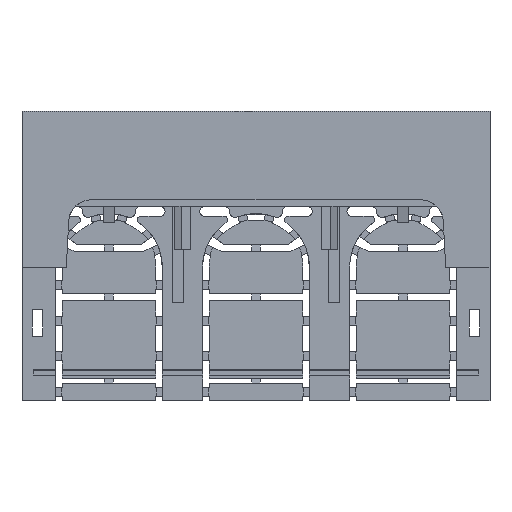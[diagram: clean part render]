
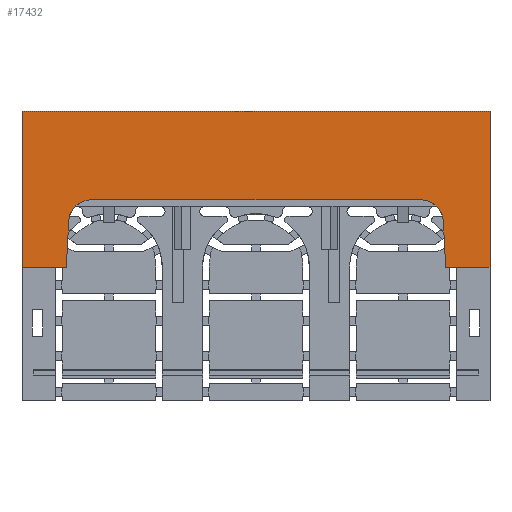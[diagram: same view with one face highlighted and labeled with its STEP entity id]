
A CAD part, front view. The second image highlights one B-rep face of the part: STEP entity #17432.
In plain terms, the highlighted planar face has unit normal (0, -1, 0).
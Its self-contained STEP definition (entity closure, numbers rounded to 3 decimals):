
#17389=AXIS2_PLACEMENT_3D('Plane Axis2P3D',#17386,#17387,#17388) ;
#17398=AXIS2_PLACEMENT_3D('Circle Axis2P3D',#17396,#17397,$) ;
#17412=AXIS2_PLACEMENT_3D('Circle Axis2P3D',#17410,#17411,$) ;
#16167=CARTESIAN_POINT('Line Origine',(-47.532,-36.5,-15.)) ;
#16171=CARTESIAN_POINT('Vertex',(-52.5,-36.5,-15.)) ;
#16173=CARTESIAN_POINT('Vertex',(-42.564,-36.5,-15.)) ;
#16429=CARTESIAN_POINT('Line Origine',(-42.292,-36.5,-9.819)) ;
#16433=CARTESIAN_POINT('Vertex',(-42.021,-36.5,-4.638)) ;
#17084=CARTESIAN_POINT('Vertex',(42.564,-36.5,-15.)) ;
#17105=CARTESIAN_POINT('Vertex',(52.5,-36.5,-15.)) ;
#17108=CARTESIAN_POINT('Line Origine',(47.532,-36.5,-15.)) ;
#17247=CARTESIAN_POINT('Vertex',(42.021,-36.5,-4.638)) ;
#17255=CARTESIAN_POINT('Line Origine',(42.292,-36.5,-9.819)) ;
#17320=CARTESIAN_POINT('Line Origine',(0.,-36.5,20.)) ;
#17324=CARTESIAN_POINT('Vertex',(52.5,-36.5,20.)) ;
#17326=CARTESIAN_POINT('Vertex',(-52.5,-36.5,20.)) ;
#17386=CARTESIAN_POINT('Axis2P3D Location',(0.,-36.5,-15.)) ;
#17391=CARTESIAN_POINT('Line Origine',(-52.5,-36.5,2.5)) ;
#17396=CARTESIAN_POINT('Axis2P3D Location',(-37.028,-36.5,-4.9)) ;
#17400=CARTESIAN_POINT('Vertex',(-37.028,-36.5,0.1)) ;
#17403=CARTESIAN_POINT('Line Origine',(0.,-36.5,0.1)) ;
#17407=CARTESIAN_POINT('Vertex',(37.028,-36.5,0.1)) ;
#17410=CARTESIAN_POINT('Axis2P3D Location',(37.028,-36.5,-4.9)) ;
#17415=CARTESIAN_POINT('Line Origine',(52.5,-36.5,2.5)) ;
#16168=DIRECTION('Vector Direction',(1.,0.,0.)) ;
#16430=DIRECTION('Vector Direction',(0.052,0.,0.999)) ;
#17109=DIRECTION('Vector Direction',(1.,0.,0.)) ;
#17256=DIRECTION('Vector Direction',(-0.052,0.,0.999)) ;
#17321=DIRECTION('Vector Direction',(1.,0.,0.)) ;
#17387=DIRECTION('Axis2P3D Direction',(0.,-1.,0.)) ;
#17388=DIRECTION('Axis2P3D XDirection',(0.,0.,1.)) ;
#17392=DIRECTION('Vector Direction',(0.,0.,1.)) ;
#17397=DIRECTION('Axis2P3D Direction',(0.,-1.,0.)) ;
#17404=DIRECTION('Vector Direction',(-1.,0.,0.)) ;
#17411=DIRECTION('Axis2P3D Direction',(0.,-1.,0.)) ;
#17416=DIRECTION('Vector Direction',(0.,0.,1.)) ;
#16169=VECTOR('Line Direction',#16168,1.) ;
#16431=VECTOR('Line Direction',#16430,1.) ;
#17110=VECTOR('Line Direction',#17109,1.) ;
#17257=VECTOR('Line Direction',#17256,1.) ;
#17322=VECTOR('Line Direction',#17321,1.) ;
#17393=VECTOR('Line Direction',#17392,1.) ;
#17405=VECTOR('Line Direction',#17404,1.) ;
#17417=VECTOR('Line Direction',#17416,1.) ;
#17421=ORIENTED_EDGE('',*,*,#17328,.T.) ;
#17422=ORIENTED_EDGE('',*,*,#17395,.F.) ;
#17423=ORIENTED_EDGE('',*,*,#16175,.T.) ;
#17424=ORIENTED_EDGE('',*,*,#16435,.T.) ;
#17425=ORIENTED_EDGE('',*,*,#17402,.F.) ;
#17426=ORIENTED_EDGE('',*,*,#17409,.T.) ;
#17427=ORIENTED_EDGE('',*,*,#17414,.T.) ;
#17428=ORIENTED_EDGE('',*,*,#17259,.F.) ;
#17429=ORIENTED_EDGE('',*,*,#17112,.F.) ;
#17430=ORIENTED_EDGE('',*,*,#17419,.T.) ;
#17432=ADVANCED_FACE('Hauptkoerper nicht benutzen',(#17431),#17390,.T.) ;
#17399=CIRCLE('generated circle',#17398,5.) ;
#17413=CIRCLE('generated circle',#17412,5.) ;
#16175=EDGE_CURVE('',#16172,#16174,#16170,.T.) ;
#16435=EDGE_CURVE('',#16174,#16434,#16432,.T.) ;
#17112=EDGE_CURVE('',#17106,#17085,#17111,.F.) ;
#17259=EDGE_CURVE('',#17085,#17248,#17258,.T.) ;
#17328=EDGE_CURVE('',#17325,#17327,#17323,.F.) ;
#17395=EDGE_CURVE('',#16172,#17327,#17394,.T.) ;
#17402=EDGE_CURVE('',#17401,#16434,#17399,.T.) ;
#17409=EDGE_CURVE('',#17401,#17408,#17406,.F.) ;
#17414=EDGE_CURVE('',#17408,#17248,#17413,.F.) ;
#17419=EDGE_CURVE('',#17106,#17325,#17418,.T.) ;
#17420=EDGE_LOOP('',(#17421,#17422,#17423,#17424,#17425,#17426,#17427,#17428,#17429,#17430)) ;
#17431=FACE_OUTER_BOUND('',#17420,.T.) ;
#16170=LINE('Line',#16167,#16169) ;
#16432=LINE('Line',#16429,#16431) ;
#17111=LINE('Line',#17108,#17110) ;
#17258=LINE('Line',#17255,#17257) ;
#17323=LINE('Line',#17320,#17322) ;
#17394=LINE('Line',#17391,#17393) ;
#17406=LINE('Line',#17403,#17405) ;
#17418=LINE('Line',#17415,#17417) ;
#17390=PLANE('Plane',#17389) ;
#16172=VERTEX_POINT('',#16171) ;
#16174=VERTEX_POINT('',#16173) ;
#16434=VERTEX_POINT('',#16433) ;
#17085=VERTEX_POINT('',#17084) ;
#17106=VERTEX_POINT('',#17105) ;
#17248=VERTEX_POINT('',#17247) ;
#17325=VERTEX_POINT('',#17324) ;
#17327=VERTEX_POINT('',#17326) ;
#17401=VERTEX_POINT('',#17400) ;
#17408=VERTEX_POINT('',#17407) ;
